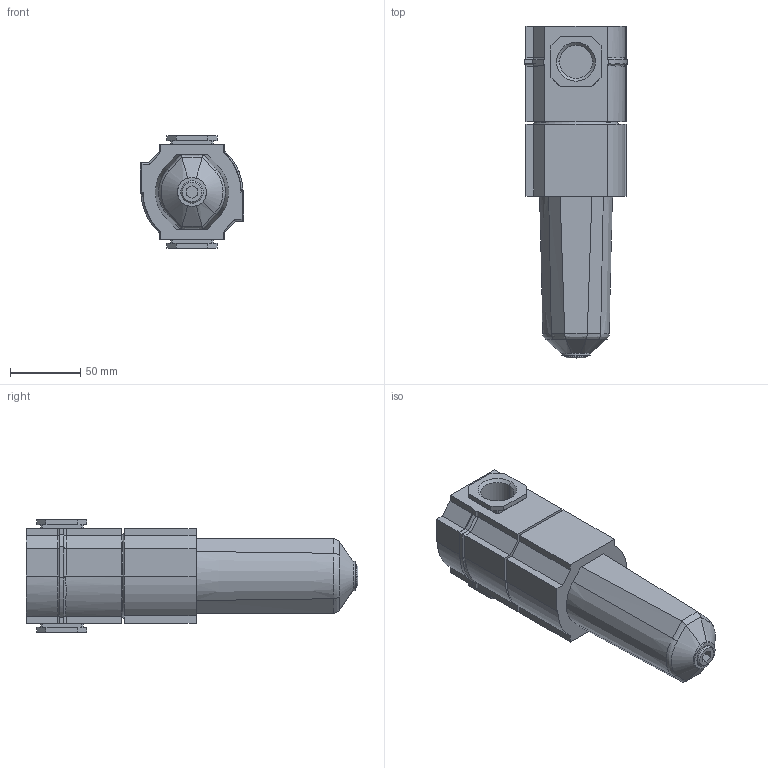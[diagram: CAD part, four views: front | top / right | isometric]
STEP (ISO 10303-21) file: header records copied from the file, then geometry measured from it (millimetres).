
FILE_DESCRIPTION (( 'STEP AP214' ), '1' );
FILE_NAME ('Norgren-F74V-6AN-EMA.step', '2019-03-03T02:28:42', ( '' ), ( '' ), 'SwSTEP 2.0', 'SolidWorks 2019', '' );
FILE_SCHEMA (( 'AUTOMOTIVE_DESIGN' ));
Length unit declared in the file: millimetre
Products named in the file (5): Norgren-F74V-6AN-EMA_F74_Closed bottom; Norgren-F74V-6AN-EMA; Norgren-F74V-6AN-EMA_F74_ss_47_3-4; Norgren-F74V-6AN-EMA_F74_4358-56; Norgren-F74V-6AN-EMA_F74_ss_36
Assembly tree (4 placements, depth 2):
  Norgren-F74V-6AN-EMA
    Norgren-F74V-6AN-EMA_F74_ss_47_3-4
    Norgren-F74V-6AN-EMA_F74_ss_36
    Norgren-F74V-6AN-EMA_F74_Closed bottom
    Norgren-F74V-6AN-EMA_F74_4358-56
Bounding box: 73.5 x 235.63 x 80 mm (x, y, z)
Volume: 702096.6 mm3; surface area: 74754.7 mm2
Topology: 4 solids, 4 shells, 183 faces, 462 edges, 294 vertices
Faces by surface type: plane 107, bspline 40, cylinder 26, cone 8, torus 2
Entity records: 8203 total; most frequent: CARTESIAN_POINT 2979, ORIENTED_EDGE 924, DIRECTION 713, EDGE_CURVE 462, LINE 307, VECTOR 307, VERTEX_POINT 294, AXIS2_PLACEMENT_3D 203
